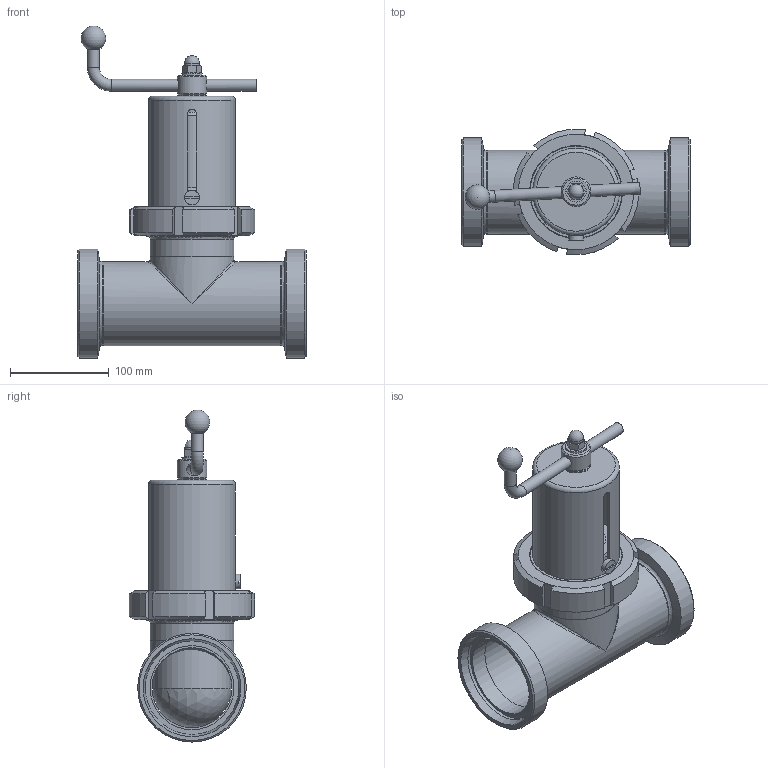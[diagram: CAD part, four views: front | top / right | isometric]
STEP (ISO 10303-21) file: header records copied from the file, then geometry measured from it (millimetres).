
FILE_DESCRIPTION((''),'2;1');
FILE_NAME('65200080X201.stp','2010-09-10T09:30:52',('Creator'),(''),'Autodesk Inventor 2010','Autodesk Inventor 2010','');
FILE_SCHEMA(('AUTOMOTIVE_DESIGN { 1 0 10303 214 1 1 1 1 }'));
Length unit declared in the file: millimetre
Products named in the file (1): 65200080X201
Bounding box: 231 x 127 x 336.2 mm (x, y, z)
Surface area: 403642.5 mm2 (no closed solid volume)
Topology: 0 solids, 16 shells, 213 faces, 451 edges, 276 vertices
Faces by surface type: plane 95, cylinder 65, cone 41, bspline 7, sphere 3, torus 2
Full cylindrical faces by diameter (mm): 4.917 x2, 6 x1, 8 x1, 8.376 x1, 10 x1, 10.5 x1, 12 x3, 15 x2, 18 x2, 20 x1, 21 x1, 21.9 x1, 22 x1, 26 x2, 30 x4, 47 x1, 60 x2, 80 x1, 80.5 x2, 81 x6, 85 x9, 86.3 x1, 88 x1, 93 x1, 94 x1, 94.8 x3, 104.29 x1, 110 x3, 110.4 x1
Entity records: 6636 total; most frequent: CARTESIAN_POINT 2589, DIRECTION 826, ORIENTED_EDGE 660, AXIS2_PLACEMENT_3D 372, EDGE_LOOP 352, EDGE_CURVE 330, VERTEX_POINT 258, FACE_OUTER_BOUND 213
